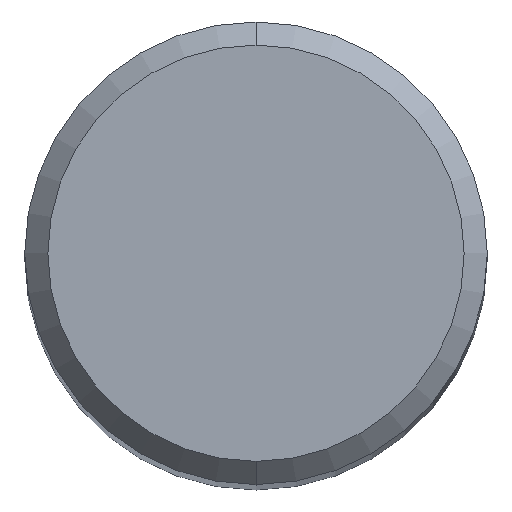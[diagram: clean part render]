
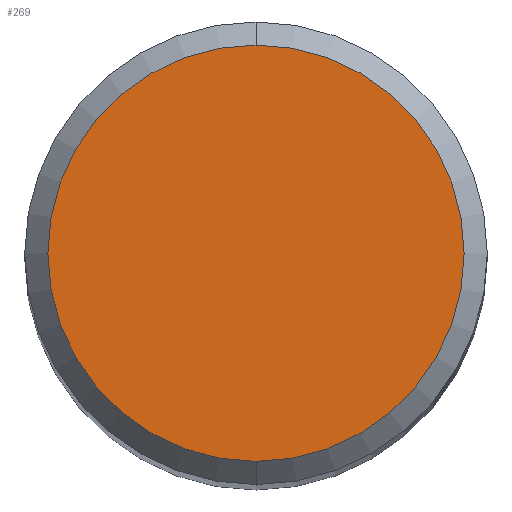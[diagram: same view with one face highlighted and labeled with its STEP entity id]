
A CAD part, top view. The second image highlights one B-rep face of the part: STEP entity #269.
In plain terms, the highlighted planar face has unit normal (0, 0, 1).
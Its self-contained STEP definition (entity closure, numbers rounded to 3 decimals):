
#217=VERTEX_POINT('',#514);
#269=ADVANCED_FACE('',(#571),#572,.T.);
#307=VERTEX_POINT('',#616);
#393=EDGE_CURVE('',#307,#217,#710,.T.);
#407=EDGE_CURVE('',#217,#307,#724,.T.);
#514=CARTESIAN_POINT('',(0.0,3.6,0.0));
#571=FACE_OUTER_BOUND('',#1013,.T.);
#572=PLANE('',#1014);
#616=CARTESIAN_POINT('',(0.,-3.6,0.0));
#710=CIRCLE('',#1308,3.6);
#724=CIRCLE('',#1327,3.6);
#1013=EDGE_LOOP('',(#1517,#1518));
#1014=AXIS2_PLACEMENT_3D('',#1519,#1520,#1521);
#1308=AXIS2_PLACEMENT_3D('',#1688,#1689,#1690);
#1327=AXIS2_PLACEMENT_3D('',#1693,#1694,#1695);
#1517=ORIENTED_EDGE('',*,*,#407,.F.);
#1518=ORIENTED_EDGE('',*,*,#393,.F.);
#1519=CARTESIAN_POINT('',(0.0,1.8,0.0));
#1520=DIRECTION('',(-0.0,0.0,1.0));
#1521=DIRECTION('',(0.0,-1.0,0.0));
#1688=CARTESIAN_POINT('',(0.0,0.0,0.0));
#1689=DIRECTION('',(0.0,0.0,-1.0));
#1690=DIRECTION('',(0.0,1.0,0.0));
#1693=CARTESIAN_POINT('',(0.0,0.0,0.0));
#1694=DIRECTION('',(0.0,0.0,-1.0));
#1695=DIRECTION('',(0.0,1.0,0.0));
